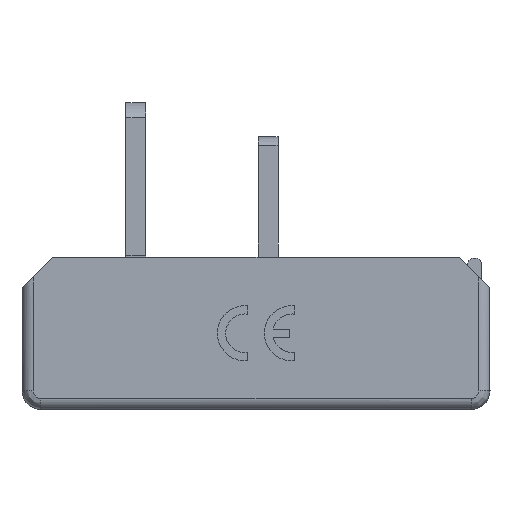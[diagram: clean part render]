
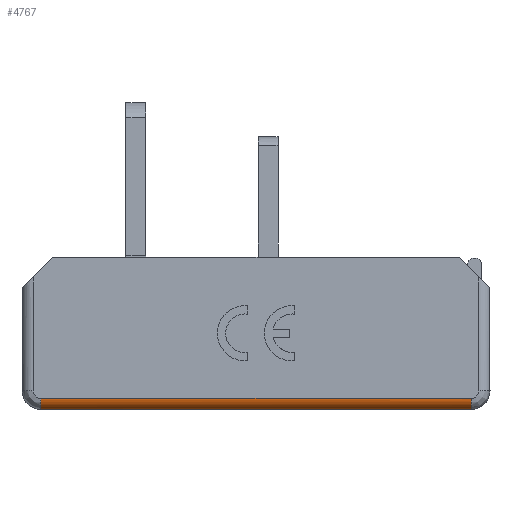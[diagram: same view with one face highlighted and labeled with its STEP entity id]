
A CAD part, left-side view. The second image highlights one B-rep face of the part: STEP entity #4767.
In plain terms, the highlighted cylindrical face has radius 1 mm (diameter 2 mm), a partial arc.
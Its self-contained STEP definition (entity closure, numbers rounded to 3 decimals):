
#4043=CYLINDRICAL_SURFACE('',#18683,1.);
#4767=ADVANCED_FACE('',(#6139),#4043,.T.);
#6139=FACE_OUTER_BOUND('',#6992,.T.);
#6992=EDGE_LOOP('',(#10206,#10207,#10208,#10209));
#10206=ORIENTED_EDGE('',*,*,#14881,.T.);
#10207=ORIENTED_EDGE('',*,*,#15033,.F.);
#10208=ORIENTED_EDGE('',*,*,#14947,.T.);
#10209=ORIENTED_EDGE('',*,*,#14943,.T.);
#12865=VERTEX_POINT('',#28088);
#12866=VERTEX_POINT('',#28093);
#12907=VERTEX_POINT('',#28436);
#12910=VERTEX_POINT('',#28456);
#14881=EDGE_CURVE('',#12866,#12865,#17171,.T.);
#14943=EDGE_CURVE('',#12907,#12866,#17233,.T.);
#14947=EDGE_CURVE('',#12910,#12907,#17237,.T.);
#15033=EDGE_CURVE('',#12910,#12865,#17323,.T.);
#17171=B_SPLINE_CURVE_WITH_KNOTS('',3,(#28089,#28090,#28091,#28092),
 .UNSPECIFIED.,.F.,.F.,(4,4),(0.,1.),.UNSPECIFIED.);
#17233=B_SPLINE_CURVE_WITH_KNOTS('',3,(#28432,#28433,#28434,#28435),
 .UNSPECIFIED.,.F.,.F.,(4,4),(0.,1.),.UNSPECIFIED.);
#17237=B_SPLINE_CURVE_WITH_KNOTS('',3,(#28452,#28453,#28454,#28455),
 .UNSPECIFIED.,.F.,.F.,(4,4),(0.,1.),.UNSPECIFIED.);
#17323=B_SPLINE_CURVE_WITH_KNOTS('',3,(#28990,#28991,#28992,#28993),
 .UNSPECIFIED.,.F.,.F.,(4,4),(0.,1.),.UNSPECIFIED.);
#18683=AXIS2_PLACEMENT_3D('',#28994,#20194,#20195);
#20194=DIRECTION('',(0.,-1.,0.));
#20195=DIRECTION('',(0.707,0.,0.707));
#28088=CARTESIAN_POINT('',(-105.2,5.4,138.7));
#28089=CARTESIAN_POINT('',(-106.2,5.4,139.7));
#28090=CARTESIAN_POINT('',(-106.2,5.4,139.176));
#28091=CARTESIAN_POINT('',(-105.724,5.4,138.7));
#28092=CARTESIAN_POINT('',(-105.2,5.4,138.7));
#28093=CARTESIAN_POINT('',(-106.2,5.4,139.7));
#28432=CARTESIAN_POINT('',(-106.2,-33.6,139.7));
#28433=CARTESIAN_POINT('',(-106.2,-20.6,139.7));
#28434=CARTESIAN_POINT('',(-106.2,-7.6,139.7));
#28435=CARTESIAN_POINT('',(-106.2,5.4,139.7));
#28436=CARTESIAN_POINT('',(-106.2,-33.6,139.7));
#28452=CARTESIAN_POINT('',(-105.2,-33.6,138.7));
#28453=CARTESIAN_POINT('',(-105.724,-33.6,138.7));
#28454=CARTESIAN_POINT('',(-106.2,-33.6,139.176));
#28455=CARTESIAN_POINT('',(-106.2,-33.6,139.7));
#28456=CARTESIAN_POINT('',(-105.2,-33.6,138.7));
#28990=CARTESIAN_POINT('',(-105.2,-33.6,138.7));
#28991=CARTESIAN_POINT('',(-105.2,-20.6,138.7));
#28992=CARTESIAN_POINT('',(-105.2,-7.6,138.7));
#28993=CARTESIAN_POINT('',(-105.2,5.4,138.7));
#28994=CARTESIAN_POINT('',(-105.2,-3.5,139.7));
